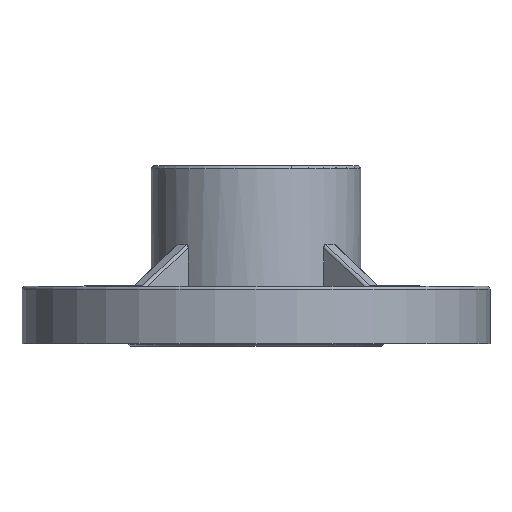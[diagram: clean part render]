
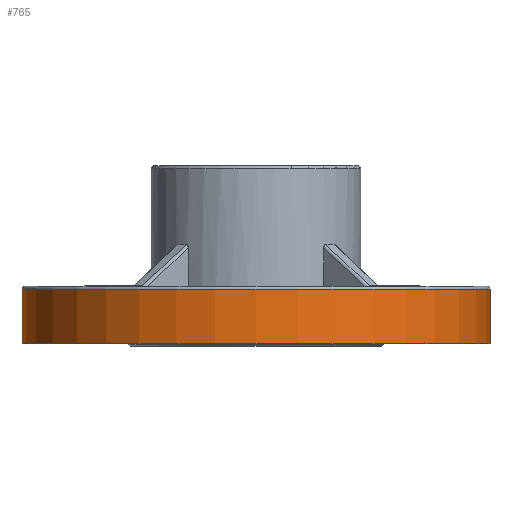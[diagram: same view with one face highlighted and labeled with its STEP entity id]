
A CAD part, front view. The second image highlights one B-rep face of the part: STEP entity #765.
In plain terms, the highlighted cylindrical face has radius 82.6 mm (diameter 165.2 mm), a full revolution.
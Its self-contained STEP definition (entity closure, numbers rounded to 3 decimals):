
#681=CYLINDRICAL_SURFACE('',#9899,82.6);
#765=ADVANCED_FACE('',(#2155,#2156),#681,.T.);
#2155=FACE_BOUND('',#2319,.T.);
#2156=FACE_BOUND('',#2320,.T.);
#2319=EDGE_LOOP('',(#3515));
#2320=EDGE_LOOP('',(#3516));
#2927=CIRCLE('',#9897,82.6);
#2928=CIRCLE('',#9898,82.6);
#3515=ORIENTED_EDGE('',*,*,#7137,.T.);
#3516=ORIENTED_EDGE('',*,*,#7138,.T.);
#6186=VERTEX_POINT('',#14478);
#6187=VERTEX_POINT('',#14480);
#7137=EDGE_CURVE('',#6186,#6186,#2927,.T.);
#7138=EDGE_CURVE('',#6187,#6187,#2928,.T.);
#9897=AXIS2_PLACEMENT_3D('',#14477,#10751,#10752);
#9898=AXIS2_PLACEMENT_3D('',#14479,#10753,#10754);
#9899=AXIS2_PLACEMENT_3D('',#14481,#10755,#10756);
#10751=DIRECTION('',(0.,0.,-1.));
#10752=DIRECTION('',(1.,0.,0.));
#10753=DIRECTION('',(0.,0.,1.));
#10754=DIRECTION('',(1.,0.,0.));
#10755=DIRECTION('',(0.,0.,1.));
#10756=DIRECTION('',(-1.,0.,0.));
#14477=CARTESIAN_POINT('',(560.,-390.,19.3));
#14478=CARTESIAN_POINT('',(642.6,-390.,19.3));
#14479=CARTESIAN_POINT('',(560.,-390.,0.));
#14480=CARTESIAN_POINT('',(642.6,-390.,0.));
#14481=CARTESIAN_POINT('',(560.,-390.,0.));
